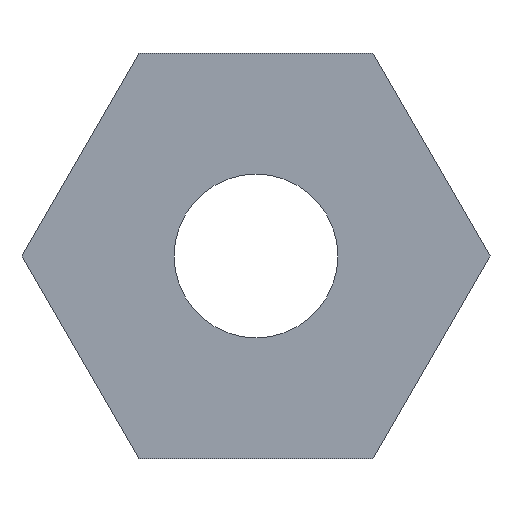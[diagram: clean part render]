
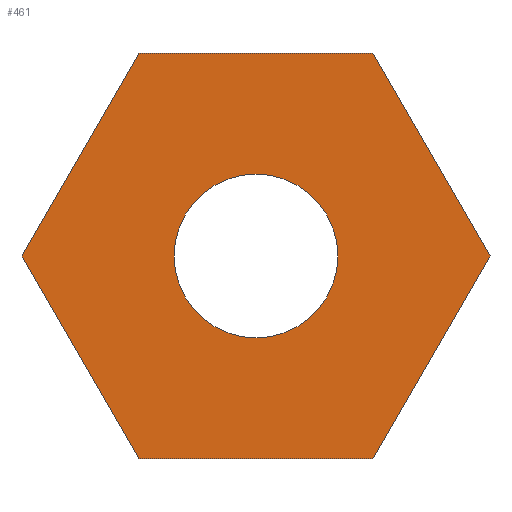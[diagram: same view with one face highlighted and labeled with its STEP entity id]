
A CAD part, front view. The second image highlights one B-rep face of the part: STEP entity #461.
In plain terms, the highlighted planar face has unit normal (0, -1, 0).
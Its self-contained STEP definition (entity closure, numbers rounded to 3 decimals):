
#296 = EDGE_CURVE('',#297,#297,#299,.T.);
#297 = VERTEX_POINT('',#298);
#298 = CARTESIAN_POINT('',(1.75,-5.,0.));
#299 = CIRCLE('',#300,1.75);
#300 = AXIS2_PLACEMENT_3D('',#301,#302,#303);
#301 = CARTESIAN_POINT('',(0.,-5.,0.));
#302 = DIRECTION('',(0.,-1.,0.));
#303 = DIRECTION('',(1.,0.,0.));
#322 = VERTEX_POINT('',#323);
#323 = CARTESIAN_POINT('',(2.5,-5.,-4.33));
#329 = EDGE_CURVE('',#322,#330,#332,.T.);
#330 = VERTEX_POINT('',#331);
#331 = CARTESIAN_POINT('',(5.,-5.,0.));
#332 = LINE('',#333,#334);
#333 = CARTESIAN_POINT('',(2.5,-5.,-4.33));
#334 = VECTOR('',#335,1.);
#335 = DIRECTION('',(0.5,0.,0.866));
#353 = VERTEX_POINT('',#354);
#354 = CARTESIAN_POINT('',(-2.5,-5.,-4.33));
#360 = EDGE_CURVE('',#353,#322,#361,.T.);
#361 = LINE('',#362,#363);
#362 = CARTESIAN_POINT('',(-2.5,-5.,-4.33));
#363 = VECTOR('',#364,1.);
#364 = DIRECTION('',(1.,0.,0.));
#377 = EDGE_CURVE('',#330,#378,#380,.T.);
#378 = VERTEX_POINT('',#379);
#379 = CARTESIAN_POINT('',(2.5,-5.,4.33));
#380 = LINE('',#381,#382);
#381 = CARTESIAN_POINT('',(5.,-5.,0.));
#382 = VECTOR('',#383,1.);
#383 = DIRECTION('',(-0.5,0.,0.866));
#401 = VERTEX_POINT('',#402);
#402 = CARTESIAN_POINT('',(-5.,-5.,0.));
#408 = EDGE_CURVE('',#401,#353,#409,.T.);
#409 = LINE('',#410,#411);
#410 = CARTESIAN_POINT('',(-5.,-5.,0.));
#411 = VECTOR('',#412,1.);
#412 = DIRECTION('',(0.5,0.,-0.866));
#425 = EDGE_CURVE('',#378,#426,#428,.T.);
#426 = VERTEX_POINT('',#427);
#427 = CARTESIAN_POINT('',(-2.5,-5.,4.33));
#428 = LINE('',#429,#430);
#429 = CARTESIAN_POINT('',(2.5,-5.,4.33));
#430 = VECTOR('',#431,1.);
#431 = DIRECTION('',(-1.,0.,0.));
#449 = EDGE_CURVE('',#426,#401,#450,.T.);
#450 = LINE('',#451,#452);
#451 = CARTESIAN_POINT('',(-2.5,-5.,4.33));
#452 = VECTOR('',#453,1.);
#453 = DIRECTION('',(-0.5,0.,-0.866));
#461 = ADVANCED_FACE('',(#462,#470),#473,.F.);
#462 = FACE_BOUND('',#463,.F.);
#463 = EDGE_LOOP('',(#464,#465,#466,#467,#468,#469));
#464 = ORIENTED_EDGE('',*,*,#329,.F.);
#465 = ORIENTED_EDGE('',*,*,#360,.F.);
#466 = ORIENTED_EDGE('',*,*,#408,.F.);
#467 = ORIENTED_EDGE('',*,*,#449,.F.);
#468 = ORIENTED_EDGE('',*,*,#425,.F.);
#469 = ORIENTED_EDGE('',*,*,#377,.F.);
#470 = FACE_BOUND('',#471,.F.);
#471 = EDGE_LOOP('',(#472));
#472 = ORIENTED_EDGE('',*,*,#296,.T.);
#473 = PLANE('',#474);
#474 = AXIS2_PLACEMENT_3D('',#475,#476,#477);
#475 = CARTESIAN_POINT('',(0.,-5.,0.));
#476 = DIRECTION('',(0.,1.,0.));
#477 = DIRECTION('',(0.,0.,1.));
